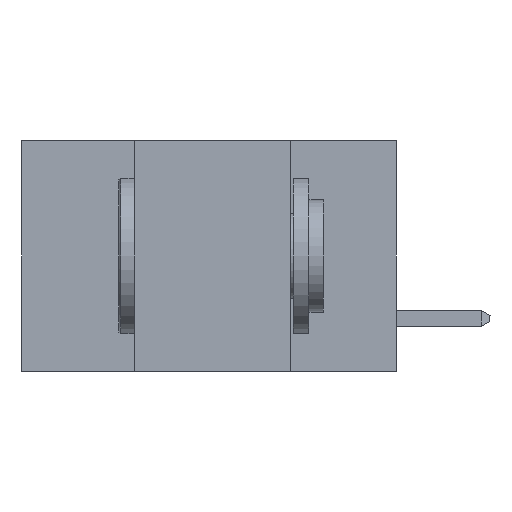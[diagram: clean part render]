
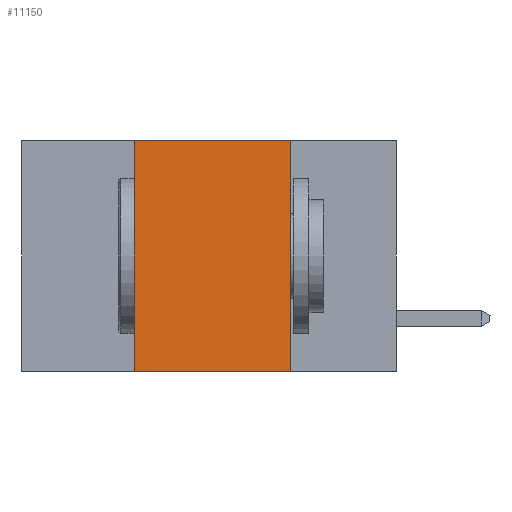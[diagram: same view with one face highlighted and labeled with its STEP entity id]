
A CAD part, left-side view. The second image highlights one B-rep face of the part: STEP entity #11150.
In plain terms, the highlighted planar face has unit normal (-1, 0, 0).
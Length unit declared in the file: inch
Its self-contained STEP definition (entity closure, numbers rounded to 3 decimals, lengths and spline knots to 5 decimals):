
#204 = DIRECTION ( 'NONE',  ( 0., -1., 0. ) ) ;
#672 = CARTESIAN_POINT ( 'NONE',  ( 0., 0.17, 0. ) ) ;
#800 = CARTESIAN_POINT ( 'NONE',  ( 0., 0.42, -0.37 ) ) ;
#1360 = DIRECTION ( 'NONE',  ( 0., 0., -1. ) ) ;
#1418 = LINE ( 'NONE', #7913, #1537 ) ;
#1537 = VECTOR ( 'NONE', #204, 39.37008 ) ;
#1570 = LINE ( 'NONE', #800, #13520 ) ;
#1922 = DIRECTION ( 'NONE',  ( 0., 0., -1. ) ) ;
#2026 = ORIENTED_EDGE ( 'NONE', *, *, #4715, .F. ) ;
#3027 = LINE ( 'NONE', #7751, #12859 ) ;
#3080 = CARTESIAN_POINT ( 'NONE',  ( 0., 0.42, -0.37 ) ) ;
#3565 = CARTESIAN_POINT ( 'NONE',  ( 0., 0.6, 0. ) ) ;
#3589 = DIRECTION ( 'NONE',  ( 0., -1., 0. ) ) ;
#4715 = EDGE_CURVE ( 'NONE', #11991, #8465, #3027, .T. ) ;
#5274 = EDGE_LOOP ( 'NONE', ( #2026, #14167, #13598, #10492 ) ) ;
#6435 = VERTEX_POINT ( 'NONE', #7977 ) ;
#6513 = VECTOR ( 'NONE', #3589, 39.37008 ) ;
#6670 = CARTESIAN_POINT ( 'NONE',  ( 0., 0.6, -0.37 ) ) ;
#6823 = CARTESIAN_POINT ( 'NONE',  ( 0., 0.17, -0.37 ) ) ;
#7751 = CARTESIAN_POINT ( 'NONE',  ( 0., 0.17, -0.37 ) ) ;
#7896 = EDGE_CURVE ( 'NONE', #14280, #6435, #1570, .T. ) ;
#7913 = CARTESIAN_POINT ( 'NONE',  ( 0., 0.6, 0. ) ) ;
#7977 = CARTESIAN_POINT ( 'NONE',  ( 0., 0.42, 0. ) ) ;
#8142 = FACE_OUTER_BOUND ( 'NONE', #5274, .T. ) ;
#8465 = VERTEX_POINT ( 'NONE', #6823 ) ;
#8635 = EDGE_CURVE ( 'NONE', #14280, #8465, #12235, .T. ) ;
#9111 = PLANE ( 'NONE',  #11957 ) ;
#10490 = DIRECTION ( 'NONE',  ( 0., 0., 1. ) ) ;
#10492 = ORIENTED_EDGE ( 'NONE', *, *, #8635, .T. ) ;
#11150 = ADVANCED_FACE ( 'NONE', ( #8142 ), #9111, .F. ) ;
#11957 = AXIS2_PLACEMENT_3D ( 'NONE', #3565, #13581, #1360 ) ;
#11991 = VERTEX_POINT ( 'NONE', #672 ) ;
#12235 = LINE ( 'NONE', #6670, #6513 ) ;
#12859 = VECTOR ( 'NONE', #1922, 39.37008 ) ;
#13037 = EDGE_CURVE ( 'NONE', #6435, #11991, #1418, .T. ) ;
#13520 = VECTOR ( 'NONE', #10490, 39.37008 ) ;
#13581 = DIRECTION ( 'NONE',  ( 1., 0., 0. ) ) ;
#13598 = ORIENTED_EDGE ( 'NONE', *, *, #7896, .F. ) ;
#14167 = ORIENTED_EDGE ( 'NONE', *, *, #13037, .F. ) ;
#14280 = VERTEX_POINT ( 'NONE', #3080 ) ;
